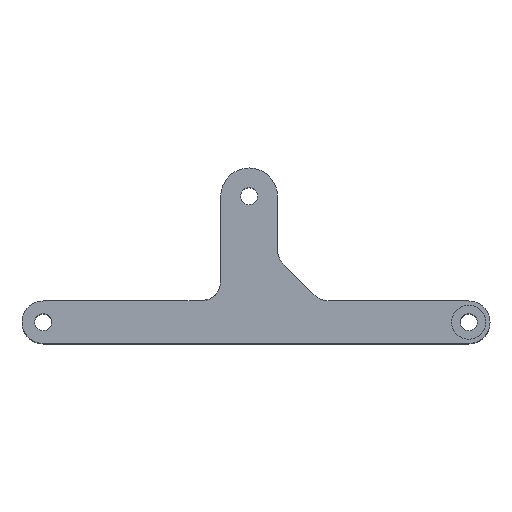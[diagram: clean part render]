
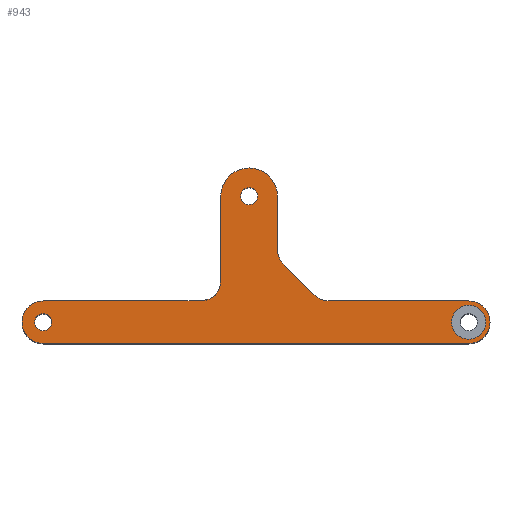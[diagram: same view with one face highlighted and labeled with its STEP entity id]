
A CAD part, top view. The second image highlights one B-rep face of the part: STEP entity #943.
In plain terms, the highlighted free-form (B-spline) face has degree [1, 1] with [2, 2] control points.
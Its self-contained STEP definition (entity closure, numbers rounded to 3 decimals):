
#12=CIRCLE('',#984,3.);
#20=CIRCLE('',#992,3.75);
#38=CIRCLE('',#1010,3.);
#39=CIRCLE('',#1011,1.5);
#40=CIRCLE('',#1012,1.5);
#41=CIRCLE('',#1013,1.5);
#42=CIRCLE('',#1014,1.5);
#43=CIRCLE('',#1015,5.);
#44=CIRCLE('',#1016,5.);
#45=CIRCLE('',#1017,3.75);
#100=LINE('',#1483,#178);
#113=LINE('',#1561,#191);
#119=LINE('',#1590,#197);
#128=LINE('',#1689,#206);
#129=LINE('',#1700,#207);
#130=LINE('',#1706,#208);
#178=VECTOR('',#1091,1000.);
#191=VECTOR('',#1112,1000.);
#197=VECTOR('',#1118,1000.);
#206=VECTOR('',#1145,1000.);
#207=VECTOR('',#1146,1000.);
#208=VECTOR('',#1151,1000.);
#373=ORIENTED_EDGE('',*,*,#611,.F.);
#374=ORIENTED_EDGE('',*,*,#530,.F.);
#375=ORIENTED_EDGE('',*,*,#612,.F.);
#376=ORIENTED_EDGE('',*,*,#613,.F.);
#377=ORIENTED_EDGE('',*,*,#614,.T.);
#378=ORIENTED_EDGE('',*,*,#615,.T.);
#379=ORIENTED_EDGE('',*,*,#564,.F.);
#380=ORIENTED_EDGE('',*,*,#542,.T.);
#381=ORIENTED_EDGE('',*,*,#585,.T.);
#382=ORIENTED_EDGE('',*,*,#616,.F.);
#383=ORIENTED_EDGE('',*,*,#617,.T.);
#384=ORIENTED_EDGE('',*,*,#618,.F.);
#385=ORIENTED_EDGE('',*,*,#619,.F.);
#386=ORIENTED_EDGE('',*,*,#620,.F.);
#387=ORIENTED_EDGE('',*,*,#621,.F.);
#388=ORIENTED_EDGE('',*,*,#622,.T.);
#389=ORIENTED_EDGE('',*,*,#623,.F.);
#390=ORIENTED_EDGE('',*,*,#593,.T.);
#391=ORIENTED_EDGE('',*,*,#624,.T.);
#530=EDGE_CURVE('',#667,#668,#12,.T.);
#542=EDGE_CURVE('',#677,#676,#20,.T.);
#564=EDGE_CURVE('',#677,#691,#100,.T.);
#585=EDGE_CURVE('',#676,#707,#113,.T.);
#593=EDGE_CURVE('',#715,#714,#119,.T.);
#611=EDGE_CURVE('',#668,#667,#38,.T.);
#612=EDGE_CURVE('',#730,#731,#39,.T.);
#613=EDGE_CURVE('',#731,#730,#40,.T.);
#614=EDGE_CURVE('',#732,#733,#41,.T.);
#615=EDGE_CURVE('',#733,#732,#42,.T.);
#616=EDGE_CURVE('',#734,#707,#764,.F.);
#617=EDGE_CURVE('',#734,#735,#128,.T.);
#618=EDGE_CURVE('',#736,#735,#765,.T.);
#619=EDGE_CURVE('',#737,#736,#129,.T.);
#620=EDGE_CURVE('',#738,#737,#43,.T.);
#621=EDGE_CURVE('',#739,#738,#44,.T.);
#622=EDGE_CURVE('',#739,#740,#130,.T.);
#623=EDGE_CURVE('',#715,#740,#766,.F.);
#624=EDGE_CURVE('',#714,#691,#45,.T.);
#667=VERTEX_POINT('',#1359);
#668=VERTEX_POINT('',#1361);
#676=VERTEX_POINT('',#1396);
#677=VERTEX_POINT('',#1398);
#691=VERTEX_POINT('',#1484);
#707=VERTEX_POINT('',#1560);
#714=VERTEX_POINT('',#1589);
#715=VERTEX_POINT('',#1591);
#730=VERTEX_POINT('',#1673);
#731=VERTEX_POINT('',#1674);
#732=VERTEX_POINT('',#1677);
#733=VERTEX_POINT('',#1678);
#734=VERTEX_POINT('',#1688);
#735=VERTEX_POINT('',#1690);
#736=VERTEX_POINT('',#1699);
#737=VERTEX_POINT('',#1701);
#738=VERTEX_POINT('',#1703);
#739=VERTEX_POINT('',#1705);
#740=VERTEX_POINT('',#1707);
#764=B_SPLINE_CURVE_WITH_KNOTS('',5,(#1680,#1681,#1682,#1683,#1684,#1685,
#1686,#1687),.UNSPECIFIED.,.F.,.F.,(6,2,6),(0.,0.5,1.),.UNSPECIFIED.);
#765=B_SPLINE_CURVE_WITH_KNOTS('',5,(#1691,#1692,#1693,#1694,#1695,#1696,
#1697,#1698),.UNSPECIFIED.,.F.,.F.,(6,2,6),(0.,0.5,1.),.UNSPECIFIED.);
#766=B_SPLINE_CURVE_WITH_KNOTS('',5,(#1708,#1709,#1710,#1711,#1712,#1713,
#1714,#1715,#1716,#1717,#1718,#1719,#1720),.UNSPECIFIED.,.F.,.F.,(6,2,5,
6),(0.,0.5,1.,1.006),.UNSPECIFIED.);
#797=EDGE_LOOP('',(#373,#374));
#798=EDGE_LOOP('',(#375,#376));
#799=EDGE_LOOP('',(#377,#378));
#800=EDGE_LOOP('',(#379,#380,#381,#382,#383,#384,#385,#386,#387,#388,#389,
#390,#391));
#859=FACE_BOUND('',#797,.T.);
#860=FACE_BOUND('',#798,.T.);
#861=FACE_BOUND('',#799,.T.);
#862=FACE_BOUND('',#800,.T.);
#907=B_SPLINE_SURFACE_WITH_KNOTS('',1,1,((#1667,#1668),(#1669,#1670)),
 .PLANE_SURF.,.F.,.F.,.F.,(2,2),(2,2),(0.,1.),(0.,1.),.UNSPECIFIED.);
#943=ADVANCED_FACE('',(#859,#860,#861,#862),#907,.T.);
#984=AXIS2_PLACEMENT_3D('',#1360,#1039,#1040);
#992=AXIS2_PLACEMENT_3D('',#1397,#1059,#1060);
#1010=AXIS2_PLACEMENT_3D('',#1671,#1135,#1136);
#1011=AXIS2_PLACEMENT_3D('',#1672,#1137,#1138);
#1012=AXIS2_PLACEMENT_3D('',#1675,#1139,#1140);
#1013=AXIS2_PLACEMENT_3D('',#1676,#1141,#1142);
#1014=AXIS2_PLACEMENT_3D('',#1679,#1143,#1144);
#1015=AXIS2_PLACEMENT_3D('',#1702,#1147,#1148);
#1016=AXIS2_PLACEMENT_3D('',#1704,#1149,#1150);
#1017=AXIS2_PLACEMENT_3D('',#1721,#1152,#1153);
#1039=DIRECTION('',(0.,0.,1.));
#1040=DIRECTION('',(0.,-1.,0.));
#1059=DIRECTION('',(0.,0.,1.));
#1060=DIRECTION('',(0.,-1.,0.));
#1091=DIRECTION('',(-1.,0.,0.));
#1112=DIRECTION('',(-1.,0.,0.));
#1118=DIRECTION('',(-1.,0.,0.));
#1135=DIRECTION('',(0.,0.,1.));
#1136=DIRECTION('',(0.,-1.,0.));
#1137=DIRECTION('',(0.,0.,1.));
#1138=DIRECTION('',(0.,-1.,0.));
#1139=DIRECTION('',(0.,0.,1.));
#1140=DIRECTION('',(0.,-1.,0.));
#1141=DIRECTION('',(0.,0.,-1.));
#1142=DIRECTION('',(-0.174,0.985,0.));
#1143=DIRECTION('',(0.,0.,-1.));
#1144=DIRECTION('',(-0.174,0.985,0.));
#1145=DIRECTION('',(-0.707,0.707,0.));
#1146=DIRECTION('',(0.,-1.,0.));
#1147=DIRECTION('',(0.,0.,-1.));
#1148=DIRECTION('',(-0.174,0.985,0.));
#1149=DIRECTION('',(0.,0.,-1.));
#1150=DIRECTION('',(-0.174,0.985,0.));
#1151=DIRECTION('',(0.,-1.,0.));
#1152=DIRECTION('',(0.,0.,1.));
#1153=DIRECTION('',(0.,-1.,0.));
#1359=CARTESIAN_POINT('',(80.65,6.75,-2.801));
#1360=CARTESIAN_POINT('',(80.65,3.75,-2.801));
#1361=CARTESIAN_POINT('',(80.65,0.75,-2.801));
#1396=CARTESIAN_POINT('',(80.65,7.5,-2.801));
#1397=CARTESIAN_POINT('',(80.65,3.75,-2.801));
#1398=CARTESIAN_POINT('',(80.65,0.,-2.801));
#1483=CARTESIAN_POINT('',(55.65,0.,-2.801));
#1484=CARTESIAN_POINT('',(5.65,0.,-2.801));
#1560=CARTESIAN_POINT('',(56.091,7.5,-2.801));
#1561=CARTESIAN_POINT('',(55.65,7.5,-2.801));
#1589=CARTESIAN_POINT('',(5.65,7.5,-2.801));
#1590=CARTESIAN_POINT('',(55.65,7.5,-2.801));
#1591=CARTESIAN_POINT('',(32.934,7.5,-2.801));
#1667=CARTESIAN_POINT('',(-2.77,-1.556,-2.801));
#1668=CARTESIAN_POINT('',(-2.77,32.678,-2.801));
#1669=CARTESIAN_POINT('',(89.069,-1.556,-2.801));
#1670=CARTESIAN_POINT('',(89.069,32.678,-2.801));
#1671=CARTESIAN_POINT('',(80.65,3.75,-2.801));
#1672=CARTESIAN_POINT('',(5.65,3.75,-2.801));
#1673=CARTESIAN_POINT('',(5.65,2.25,-2.801));
#1674=CARTESIAN_POINT('',(5.65,5.25,-2.801));
#1675=CARTESIAN_POINT('',(5.65,3.75,-2.801));
#1676=CARTESIAN_POINT('',(41.934,25.936,-2.801));
#1677=CARTESIAN_POINT('',(41.674,27.413,-2.801));
#1678=CARTESIAN_POINT('',(42.195,24.459,-2.801));
#1679=CARTESIAN_POINT('',(41.934,25.936,-2.801));
#1680=CARTESIAN_POINT('',(56.091,7.5,-2.801));
#1681=CARTESIAN_POINT('',(55.842,7.5,-2.801));
#1682=CARTESIAN_POINT('',(55.594,7.5,-2.801));
#1683=CARTESIAN_POINT('',(54.869,7.617,-2.801));
#1684=CARTESIAN_POINT('',(54.209,7.891,-2.801));
#1685=CARTESIAN_POINT('',(53.614,8.32,-2.801));
#1686=CARTESIAN_POINT('',(53.438,8.496,-2.801));
#1687=CARTESIAN_POINT('',(53.263,8.672,-2.801));
#1688=CARTESIAN_POINT('',(53.263,8.672,-2.801));
#1689=CARTESIAN_POINT('',(54.434,7.5,-2.801));
#1690=CARTESIAN_POINT('',(48.106,13.828,-2.801));
#1691=CARTESIAN_POINT('',(46.934,16.657,-2.801));
#1692=CARTESIAN_POINT('',(46.934,16.408,-2.801));
#1693=CARTESIAN_POINT('',(46.934,16.16,-2.801));
#1694=CARTESIAN_POINT('',(47.051,15.435,-2.801));
#1695=CARTESIAN_POINT('',(47.325,14.775,-2.801));
#1696=CARTESIAN_POINT('',(47.754,14.18,-2.801));
#1697=CARTESIAN_POINT('',(47.93,14.004,-2.801));
#1698=CARTESIAN_POINT('',(48.106,13.828,-2.801));
#1699=CARTESIAN_POINT('',(46.934,16.657,-2.801));
#1700=CARTESIAN_POINT('',(46.934,10.968,-2.801));
#1701=CARTESIAN_POINT('',(46.934,25.936,-2.801));
#1702=CARTESIAN_POINT('',(41.934,25.936,-2.801));
#1703=CARTESIAN_POINT('',(41.066,30.86,-2.801));
#1704=CARTESIAN_POINT('',(41.934,25.936,-2.801));
#1705=CARTESIAN_POINT('',(36.934,25.936,-2.801));
#1706=CARTESIAN_POINT('',(36.934,10.968,-2.801));
#1707=CARTESIAN_POINT('',(36.934,11.5,-2.801));
#1708=CARTESIAN_POINT('',(36.934,11.5,-2.801));
#1709=CARTESIAN_POINT('',(36.934,10.9,-2.801));
#1710=CARTESIAN_POINT('',(36.934,10.3,-2.801));
#1711=CARTESIAN_POINT('',(36.534,8.833,-2.801));
#1712=CARTESIAN_POINT('',(35.601,7.9,-2.801));
#1713=CARTESIAN_POINT('',(34.134,7.5,-2.801));
#1714=CARTESIAN_POINT('',(33.534,7.5,-2.801));
#1715=CARTESIAN_POINT('',(32.934,7.5,-2.801));
#1716=CARTESIAN_POINT('',(32.927,7.5,-2.801));
#1717=CARTESIAN_POINT('',(32.92,7.5,-2.801));
#1718=CARTESIAN_POINT('',(32.912,7.5,-2.801));
#1719=CARTESIAN_POINT('',(32.905,7.5,-2.801));
#1720=CARTESIAN_POINT('',(32.898,7.5,-2.801));
#1721=CARTESIAN_POINT('',(5.65,3.75,-2.801));
